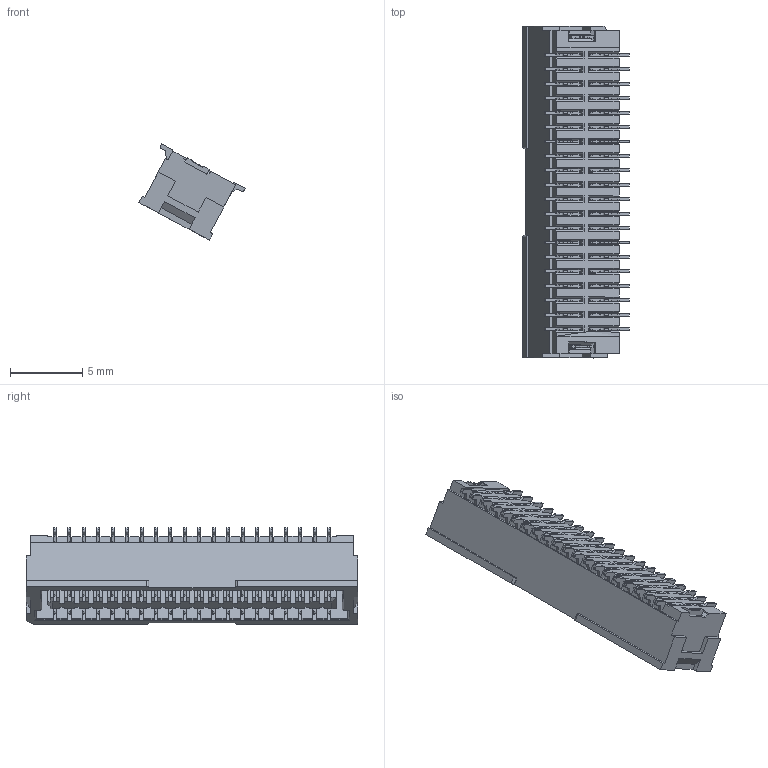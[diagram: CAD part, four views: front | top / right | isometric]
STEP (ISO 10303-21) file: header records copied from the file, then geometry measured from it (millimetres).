
FILE_DESCRIPTION (( 'STEP AP203' ), '1' );
FILE_NAME ('FWF10014-D40S83NAM.STEP', '2025-11-21T06:03:20', ( '' ), ( '' ), 'SwSTEP 2.0', 'SolidWorks 2021', '' );
FILE_SCHEMA (( 'CONFIG_CONTROL_DESIGN' ));
Products named in the file (1): FWF10014-D40S83NAM
Bounding box: 7.38 x 23 x 6.68 mm (x, y, z)
Volume: 323.4 mm3; surface area: 1632.1 mm2
Topology: 23 solids, 23 shells, 3620 faces, 11189 edges, 7397 vertices
Faces by surface type: plane 2200, cylinder 1382, bspline 38
Entity records: 125652 total; most frequent: CARTESIAN_POINT 25453, ORIENTED_EDGE 22386, DIRECTION 19605, EDGE_CURVE 11193, VECTOR 8183, LINE 8183, VERTEX_POINT 7401, AXIS2_PLACEMENT_3D 5711
